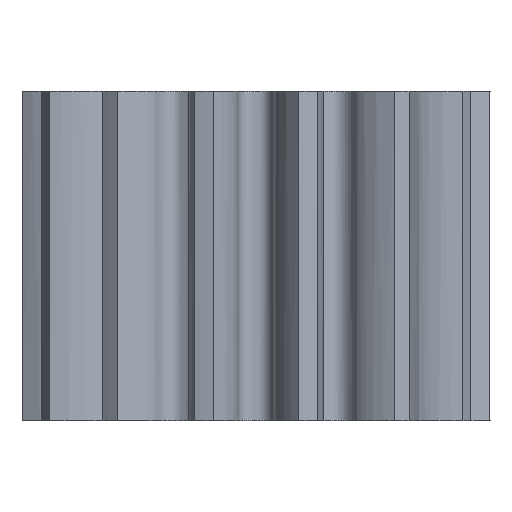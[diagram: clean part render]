
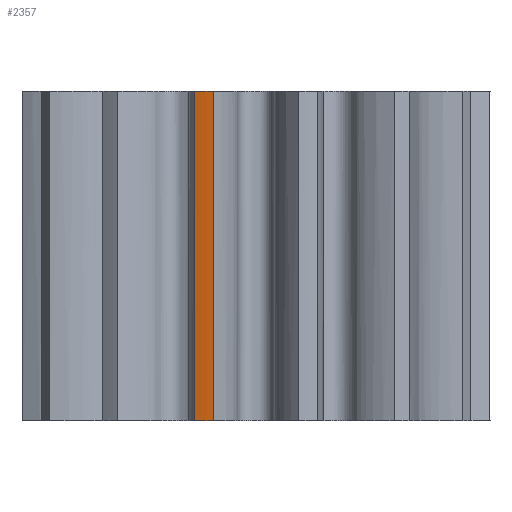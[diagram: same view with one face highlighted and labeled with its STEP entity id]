
A CAD part, left-side view. The second image highlights one B-rep face of the part: STEP entity #2357.
In plain terms, the highlighted cylindrical face has radius 6.4 mm (diameter 12.8 mm), a partial arc.
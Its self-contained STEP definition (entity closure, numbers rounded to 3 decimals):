
#399 = CARTESIAN_POINT ( 'NONE',  ( -6.177, 1.675, 4.5 ) ) ;
#400 = DIRECTION ( 'NONE',  ( 0., 0., 1. ) ) ;
#408 = CARTESIAN_POINT ( 'NONE',  ( -6.292, 1.171, 4.5 ) ) ;
#409 = DIRECTION ( 'NONE',  ( 0., 0., -1. ) ) ;
#425 = CARTESIAN_POINT ( 'NONE',  ( -6.177, 1.675, 4.5 ) ) ;
#428 = CARTESIAN_POINT ( 'NONE',  ( -6.292, 1.171, 4.5 ) ) ;
#1208 = CARTESIAN_POINT ( 'NONE',  ( 0., 0., -4.5 ) ) ;
#1209 = DIRECTION ( 'NONE',  ( 0., 0., 1. ) ) ;
#1210 = DIRECTION ( 'NONE',  ( 1., 0., 0. ) ) ;
#1816 = DIRECTION ( 'NONE',  ( 0., 0., 1. ) ) ;
#1817 = CARTESIAN_POINT ( 'NONE',  ( 0., 0., 0. ) ) ;
#1818 = DIRECTION ( 'NONE',  ( 1., 0., 0. ) ) ;
#1881 = CARTESIAN_POINT ( 'NONE',  ( -6.292, 1.171, -4.5 ) ) ;
#1888 = CARTESIAN_POINT ( 'NONE',  ( -6.177, 1.675, -4.5 ) ) ;
#1912 = VERTEX_POINT ( 'NONE', #1881 ) ;
#1913 = VERTEX_POINT ( 'NONE', #1888 ) ;
#1947 = FACE_OUTER_BOUND ( 'NONE', #2164, .T. ) ;
#1952 = CYLINDRICAL_SURFACE ( 'NONE', #2496, 6.4 ) ;
#1978 = CIRCLE ( 'NONE', #2509, 6.4 ) ;
#2006 = CIRCLE ( 'NONE', #2527, 6.4 ) ;
#2069 = LINE ( 'NONE', #399, #2071 ) ;
#2070 = LINE ( 'NONE', #408, #2073 ) ;
#2071 = VECTOR ( 'NONE', #400, 1000. ) ;
#2073 = VECTOR ( 'NONE', #409, 1000. ) ;
#2164 = EDGE_LOOP ( 'NONE', ( #2221, #2220, #2219, #2218 ) ) ;
#2218 = ORIENTED_EDGE ( 'NONE', *, *, #2389, .F. ) ;
#2219 = ORIENTED_EDGE ( 'NONE', *, *, #2472, .F. ) ;
#2220 = ORIENTED_EDGE ( 'NONE', *, *, #2424, .T. ) ;
#2221 = ORIENTED_EDGE ( 'NONE', *, *, #2471, .F. ) ;
#2357 = ADVANCED_FACE ( 'NONE', ( #1947 ), #1952, .T. ) ;
#2389 = EDGE_CURVE ( 'NONE', #3569, #3572, #1978, .T. ) ;
#2424 = EDGE_CURVE ( 'NONE', #1913, #1912, #2006, .T. ) ;
#2471 = EDGE_CURVE ( 'NONE', #1913, #3569, #2069, .T. ) ;
#2472 = EDGE_CURVE ( 'NONE', #3572, #1912, #2070, .T. ) ;
#2496 = AXIS2_PLACEMENT_3D ( 'NONE', #1817, #1816, #1818 ) ;
#2509 = AXIS2_PLACEMENT_3D ( 'NONE', #3970, #3971, #3972 ) ;
#2527 = AXIS2_PLACEMENT_3D ( 'NONE', #1208, #1209, #1210 ) ;
#3569 = VERTEX_POINT ( 'NONE', #425 ) ;
#3572 = VERTEX_POINT ( 'NONE', #428 ) ;
#3970 = CARTESIAN_POINT ( 'NONE',  ( 0., 0., 4.5 ) ) ;
#3971 = DIRECTION ( 'NONE',  ( 0., 0., 1. ) ) ;
#3972 = DIRECTION ( 'NONE',  ( 1., 0., 0. ) ) ;
